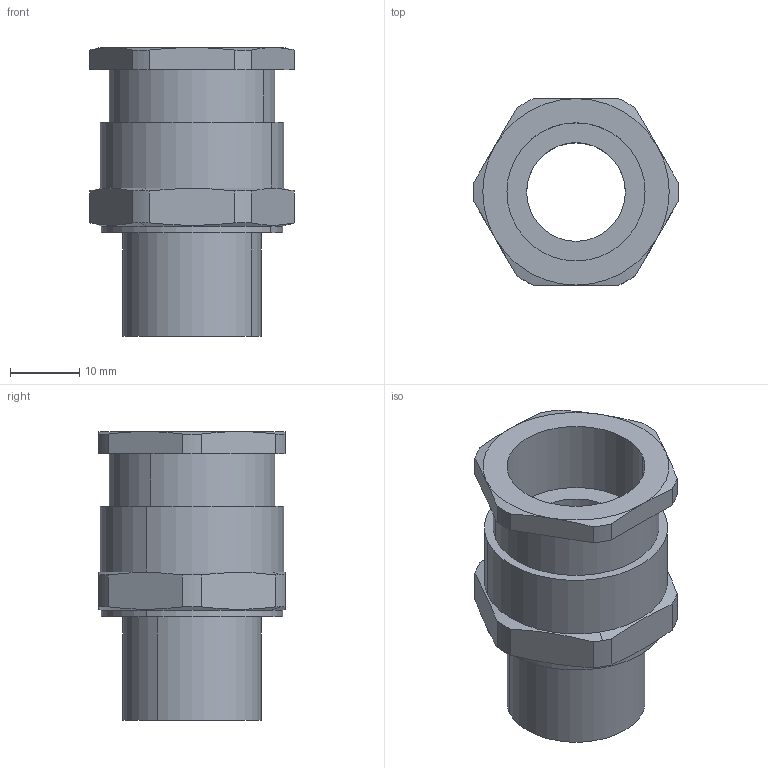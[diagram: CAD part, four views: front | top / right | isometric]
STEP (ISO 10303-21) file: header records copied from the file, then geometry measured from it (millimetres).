
FILE_DESCRIPTION(('Creo Elements/Direct Modeling STEP Export'),'2;1');
FILE_NAME('model.stp','2020-05-28T12:38:23',(''),(''),'Creo Elements/Direct Modeling STEP processor for AP214 (Solid Model)','Creo Elements/Direct Modeling 20.1A 29-Sep-2018 (C) Parametric Technology GmbH','');
FILE_SCHEMA(('AUTOMOTIVE_DESIGN { 1 0 10303 214 1 1 1 1 }'));
Length unit declared in the file: millimetre
Products named in the file (2): G_ESS_M20_S66L_STES_S-select
Assembly tree (1 placements, depth 2):
  G_ESS_M20_S66L_STES_S-select
    G_ESS_M20_S66L_STES_S-select
Bounding box: 29.69 x 27 x 41.85 mm (x, y, z)
Volume: 10992.5 mm3; surface area: 6482.6 mm2
Topology: 1 solids, 1 shells, 52 faces, 136 edges, 90 vertices
Faces by surface type: cylinder 24, plane 18, cone 10
Entity records: 2842 total; most frequent: CARTESIAN_POINT 1127, ORIENTED_EDGE 272, DIRECTION 244, EDGE_CURVE 136, AXIS2_PLACEMENT_3D 99, VERTEX_POINT 90, EDGE_LOOP 58, COLOUR_RGB 53
